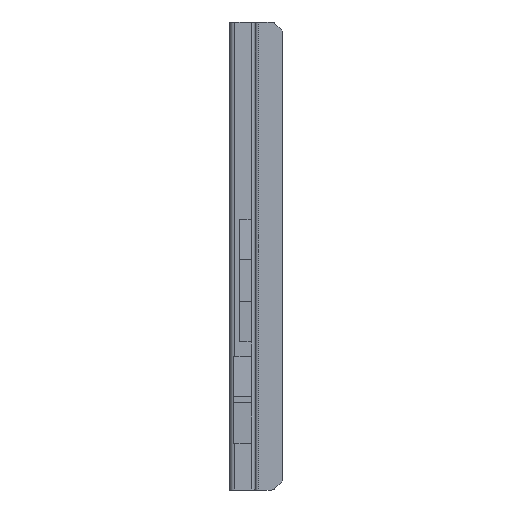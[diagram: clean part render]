
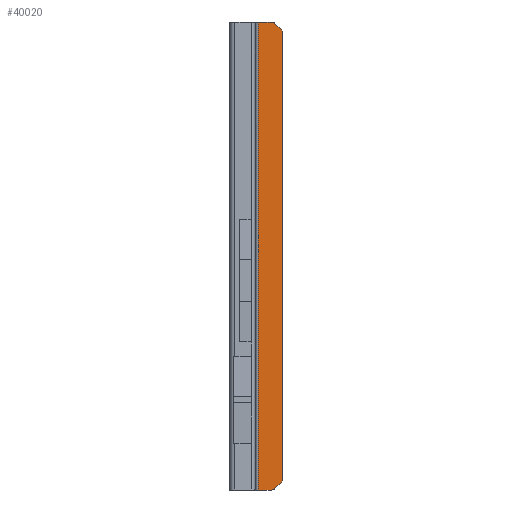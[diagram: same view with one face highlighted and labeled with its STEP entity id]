
A CAD part, front view. The second image highlights one B-rep face of the part: STEP entity #40020.
In plain terms, the highlighted planar face has unit normal (0, -1, 0).
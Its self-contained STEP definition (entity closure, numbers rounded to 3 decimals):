
#1628 = CARTESIAN_POINT ( 'NONE',  ( 0., -2., 0. ) ) ;
#2400 = VECTOR ( 'NONE', #30506, 1000. ) ;
#2431 = DIRECTION ( 'NONE',  ( 0.707, 0., 0.707 ) ) ;
#2469 = CARTESIAN_POINT ( 'NONE',  ( 11.6, -2., -396. ) ) ;
#2799 = EDGE_CURVE ( 'NONE', #29172, #22746, #3405, .T. ) ;
#3405 = LINE ( 'NONE', #30182, #28108 ) ;
#5630 = LINE ( 'NONE', #1628, #25320 ) ;
#6180 = LINE ( 'NONE', #12936, #7006 ) ;
#6867 = AXIS2_PLACEMENT_3D ( 'NONE', #46802, #12581, #47039 ) ;
#7006 = VECTOR ( 'NONE', #24963, 1000. ) ;
#7279 = VERTEX_POINT ( 'NONE', #31172 ) ;
#10109 = VECTOR ( 'NONE', #22822, 1000. ) ;
#10368 = ORIENTED_EDGE ( 'NONE', *, *, #11535, .T. ) ;
#11535 = EDGE_CURVE ( 'NONE', #20102, #13112, #37195, .T. ) ;
#11932 = EDGE_CURVE ( 'NONE', #13940, #20102, #33557, .T. ) ;
#12235 = ORIENTED_EDGE ( 'NONE', *, *, #40393, .T. ) ;
#12581 = DIRECTION ( 'NONE',  ( 0., -1., 0. ) ) ;
#12715 = LINE ( 'NONE', #15249, #2400 ) ;
#12936 = CARTESIAN_POINT ( 'NONE',  ( 21., -2., 0. ) ) ;
#13112 = VERTEX_POINT ( 'NONE', #38482 ) ;
#13417 = EDGE_CURVE ( 'NONE', #38693, #13940, #6180, .T. ) ;
#13940 = VERTEX_POINT ( 'NONE', #45174 ) ;
#15249 = CARTESIAN_POINT ( 'NONE',  ( 0.5, -2., -400. ) ) ;
#15329 = CARTESIAN_POINT ( 'NONE',  ( 0.5, -2., -400. ) ) ;
#15508 = EDGE_CURVE ( 'NONE', #22746, #7279, #34198, .T. ) ;
#15886 = ORIENTED_EDGE ( 'NONE', *, *, #13417, .T. ) ;
#19503 = AXIS2_PLACEMENT_3D ( 'NONE', #33193, #25738, #28765 ) ;
#20102 = VERTEX_POINT ( 'NONE', #44005 ) ;
#21934 = EDGE_LOOP ( 'NONE', ( #30450, #10368, #38869, #42269, #32241, #32493, #12235, #15886 ) ) ;
#22746 = VERTEX_POINT ( 'NONE', #27952 ) ;
#22822 = DIRECTION ( 'NONE',  ( -0.707, 0., 0.707 ) ) ;
#22910 = DIRECTION ( 'NONE',  ( 1., 0., 0. ) ) ;
#23040 = AXIS2_PLACEMENT_3D ( 'NONE', #2469, #28983, #32706 ) ;
#24963 = DIRECTION ( 'NONE',  ( 0., 0., 1. ) ) ;
#25264 = PLANE ( 'NONE',  #19503 ) ;
#25320 = VECTOR ( 'NONE', #36080, 1000. ) ;
#25738 = DIRECTION ( 'NONE',  ( 0., 1., 0. ) ) ;
#25951 = VECTOR ( 'NONE', #2431, 1000. ) ;
#27110 = CARTESIAN_POINT ( 'NONE',  ( 14.429, -2., -1.172 ) ) ;
#27952 = CARTESIAN_POINT ( 'NONE',  ( 11.6, -2., -400. ) ) ;
#27986 = EDGE_CURVE ( 'NONE', #29172, #30195, #12715, .T. ) ;
#28108 = VECTOR ( 'NONE', #22910, 1000. ) ;
#28765 = DIRECTION ( 'NONE',  ( -1., 0., 0. ) ) ;
#28983 = DIRECTION ( 'NONE',  ( 0., -1., 0. ) ) ;
#29172 = VERTEX_POINT ( 'NONE', #15329 ) ;
#29441 = LINE ( 'NONE', #47634, #25951 ) ;
#29505 = FACE_OUTER_BOUND ( 'NONE', #21934, .T. ) ;
#30182 = CARTESIAN_POINT ( 'NONE',  ( 21., -2., -400. ) ) ;
#30195 = VERTEX_POINT ( 'NONE', #31501 ) ;
#30450 = ORIENTED_EDGE ( 'NONE', *, *, #11932, .T. ) ;
#30506 = DIRECTION ( 'NONE',  ( 0., 0., 1. ) ) ;
#31172 = CARTESIAN_POINT ( 'NONE',  ( 14.429, -2., -398.828 ) ) ;
#31501 = CARTESIAN_POINT ( 'NONE',  ( 0.5, -2., 0. ) ) ;
#32241 = ORIENTED_EDGE ( 'NONE', *, *, #2799, .T. ) ;
#32493 = ORIENTED_EDGE ( 'NONE', *, *, #15508, .T. ) ;
#32706 = DIRECTION ( 'NONE',  ( 1., 0., 0. ) ) ;
#32967 = CARTESIAN_POINT ( 'NONE',  ( 21., -2., -392.257 ) ) ;
#33193 = CARTESIAN_POINT ( 'NONE',  ( 0., -2., -400. ) ) ;
#33557 = LINE ( 'NONE', #27110, #10109 ) ;
#34198 = CIRCLE ( 'NONE', #23040, 4. ) ;
#34718 = EDGE_CURVE ( 'NONE', #13112, #30195, #5630, .T. ) ;
#36080 = DIRECTION ( 'NONE',  ( -1., 0., 0. ) ) ;
#37195 = CIRCLE ( 'NONE', #6867, 4. ) ;
#38482 = CARTESIAN_POINT ( 'NONE',  ( 11.6, -2., 0. ) ) ;
#38693 = VERTEX_POINT ( 'NONE', #32967 ) ;
#38869 = ORIENTED_EDGE ( 'NONE', *, *, #34718, .T. ) ;
#40020 = ADVANCED_FACE ( 'NONE', ( #29505 ), #25264, .F. ) ;
#40393 = EDGE_CURVE ( 'NONE', #7279, #38693, #29441, .T. ) ;
#42269 = ORIENTED_EDGE ( 'NONE', *, *, #27986, .F. ) ;
#44005 = CARTESIAN_POINT ( 'NONE',  ( 14.429, -2., -1.172 ) ) ;
#45174 = CARTESIAN_POINT ( 'NONE',  ( 21., -2., -7.743 ) ) ;
#46802 = CARTESIAN_POINT ( 'NONE',  ( 11.6, -2., -4. ) ) ;
#47039 = DIRECTION ( 'NONE',  ( -1., 0., 0. ) ) ;
#47634 = CARTESIAN_POINT ( 'NONE',  ( 14.429, -2., -398.828 ) ) ;
